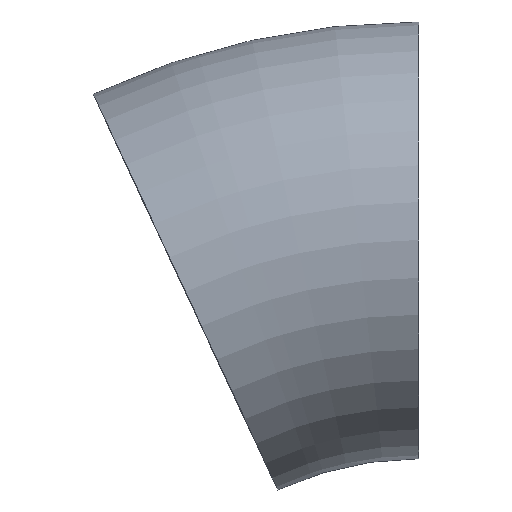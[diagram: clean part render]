
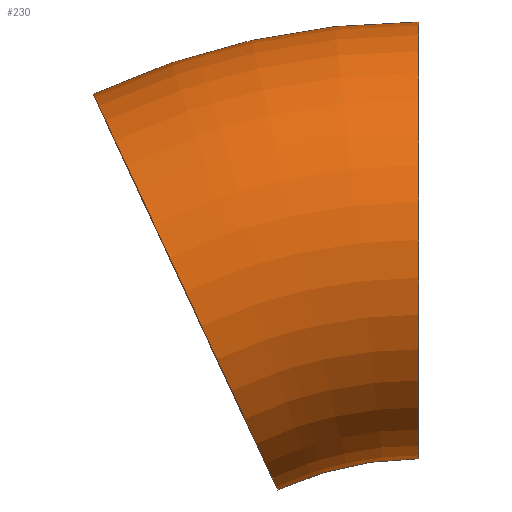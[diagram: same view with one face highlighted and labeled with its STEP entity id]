
A CAD part, top view. The second image highlights one B-rep face of the part: STEP entity #230.
In plain terms, the highlighted toroidal (fillet/blend) face has major radius 76.2 mm and minor radius 30.15 mm.
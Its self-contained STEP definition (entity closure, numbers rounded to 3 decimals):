
#2 = DIRECTION ( 'NONE',  ( 1., 0., 0. ) ) ;
#22 = EDGE_CURVE ( 'NONE', #186, #166, #213, .T. ) ;
#43 = DIRECTION ( 'NONE',  ( 0., 0., 1. ) ) ;
#44 = ORIENTED_EDGE ( 'NONE', *, *, #204, .F. ) ;
#55 = CARTESIAN_POINT ( 'NONE',  ( -32.204, 69.061, 0. ) ) ;
#61 = FACE_OUTER_BOUND ( 'NONE', #156, .T. ) ;
#78 = CARTESIAN_POINT ( 'NONE',  ( 0., 0., 0. ) ) ;
#79 = AXIS2_PLACEMENT_3D ( 'NONE', #96, #209, #150 ) ;
#82 = CARTESIAN_POINT ( 'NONE',  ( 0., 106.35, 0. ) ) ;
#84 = AXIS2_PLACEMENT_3D ( 'NONE', #78, #43, #115 ) ;
#90 = CIRCLE ( 'NONE', #241, 106.35 ) ;
#96 = CARTESIAN_POINT ( 'NONE',  ( 0., 0., 0. ) ) ;
#98 = CARTESIAN_POINT ( 'NONE',  ( 0., 46.05, 0. ) ) ;
#109 = ORIENTED_EDGE ( 'NONE', *, *, #173, .F. ) ;
#113 = CARTESIAN_POINT ( 'NONE',  ( 0., 76.2, 0. ) ) ;
#114 = AXIS2_PLACEMENT_3D ( 'NONE', #55, #125, #206 ) ;
#115 = DIRECTION ( 'NONE',  ( 1., 0., 0. ) ) ;
#118 = CIRCLE ( 'NONE', #187, 30.15 ) ;
#125 = DIRECTION ( 'NONE',  ( 0.906, 0.423, 0. ) ) ;
#127 = TOROIDAL_SURFACE ( 'NONE', #79, 76.2, 30.15 ) ;
#148 = CARTESIAN_POINT ( 'NONE',  ( -44.945, 96.386, 0. ) ) ;
#150 = DIRECTION ( 'NONE',  ( 1., 0., 0. ) ) ;
#156 = EDGE_LOOP ( 'NONE', ( #44, #165, #157, #109 ) ) ;
#157 = ORIENTED_EDGE ( 'NONE', *, *, #22, .T. ) ;
#165 = ORIENTED_EDGE ( 'NONE', *, *, #197, .T. ) ;
#166 = VERTEX_POINT ( 'NONE', #169 ) ;
#169 = CARTESIAN_POINT ( 'NONE',  ( -19.462, 41.735, 0. ) ) ;
#173 = EDGE_CURVE ( 'NONE', #180, #166, #250, .T. ) ;
#174 = DIRECTION ( 'NONE',  ( 0., 0., 1. ) ) ;
#180 = VERTEX_POINT ( 'NONE', #98 ) ;
#186 = VERTEX_POINT ( 'NONE', #148 ) ;
#187 = AXIS2_PLACEMENT_3D ( 'NONE', #113, #194, #211 ) ;
#194 = DIRECTION ( 'NONE',  ( 1., 0., 0. ) ) ;
#197 = EDGE_CURVE ( 'NONE', #207, #186, #90, .T. ) ;
#204 = EDGE_CURVE ( 'NONE', #207, #180, #118, .T. ) ;
#206 = DIRECTION ( 'NONE',  ( 0., 0., -1. ) ) ;
#207 = VERTEX_POINT ( 'NONE', #82 ) ;
#209 = DIRECTION ( 'NONE',  ( 0., 0., 1. ) ) ;
#211 = DIRECTION ( 'NONE',  ( 0., 0., -1. ) ) ;
#213 = CIRCLE ( 'NONE', #114, 30.15 ) ;
#230 = ADVANCED_FACE ( 'NONE', ( #61 ), #127, .T. ) ;
#235 = CARTESIAN_POINT ( 'NONE',  ( 0., 0., 0. ) ) ;
#241 = AXIS2_PLACEMENT_3D ( 'NONE', #235, #174, #2 ) ;
#250 = CIRCLE ( 'NONE', #84, 46.05 ) ;
